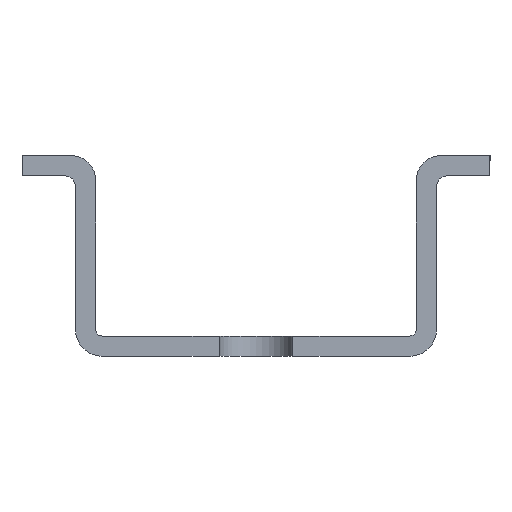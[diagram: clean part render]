
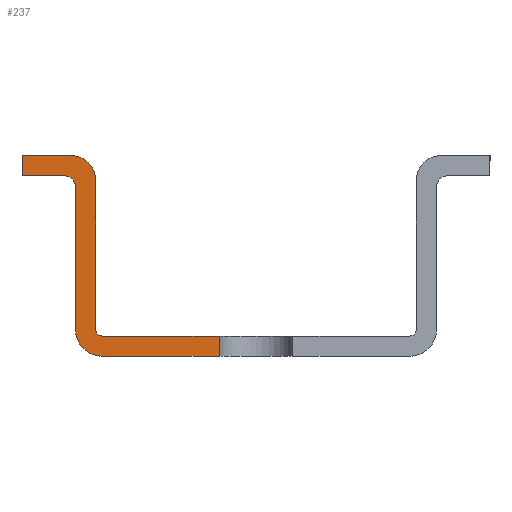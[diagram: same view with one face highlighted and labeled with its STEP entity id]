
A CAD part, left-side view. The second image highlights one B-rep face of the part: STEP entity #237.
In plain terms, the highlighted planar face has unit normal (-1, 0, 0).
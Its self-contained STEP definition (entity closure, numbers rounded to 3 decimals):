
#137=AXIS2_PLACEMENT_3D('Plane Axis2P3D',#134,#135,#136) ;
#157=AXIS2_PLACEMENT_3D('Circle Axis2P3D',#155,#156,$) ;
#171=AXIS2_PLACEMENT_3D('Circle Axis2P3D',#169,#170,$) ;
#199=AXIS2_PLACEMENT_3D('Circle Axis2P3D',#197,#198,$) ;
#213=AXIS2_PLACEMENT_3D('Circle Axis2P3D',#211,#212,$) ;
#134=CARTESIAN_POINT('Axis2P3D Location',(0.,0.,0.)) ;
#139=CARTESIAN_POINT('Line Origine',(0.,20.25,0.75)) ;
#143=CARTESIAN_POINT('Vertex',(0.,20.25,0.)) ;
#145=CARTESIAN_POINT('Vertex',(0.,20.25,1.5)) ;
#148=CARTESIAN_POINT('Line Origine',(0.,24.625,1.5)) ;
#152=CARTESIAN_POINT('Vertex',(0.,29.,1.5)) ;
#155=CARTESIAN_POINT('Axis2P3D Location',(0.,29.,2.)) ;
#159=CARTESIAN_POINT('Vertex',(0.,29.5,2.)) ;
#162=CARTESIAN_POINT('Line Origine',(0.,29.5,7.6)) ;
#166=CARTESIAN_POINT('Vertex',(0.,29.5,13.2)) ;
#169=CARTESIAN_POINT('Axis2P3D Location',(0.,31.3,13.2)) ;
#173=CARTESIAN_POINT('Vertex',(0.,31.3,15.)) ;
#176=CARTESIAN_POINT('Line Origine',(0.,33.15,15.)) ;
#180=CARTESIAN_POINT('Vertex',(0.,35.,15.)) ;
#183=CARTESIAN_POINT('Line Origine',(0.,35.,14.25)) ;
#187=CARTESIAN_POINT('Vertex',(0.,35.,13.5)) ;
#190=CARTESIAN_POINT('Line Origine',(0.,33.4,13.5)) ;
#194=CARTESIAN_POINT('Vertex',(0.,31.8,13.5)) ;
#197=CARTESIAN_POINT('Axis2P3D Location',(0.,31.8,12.7)) ;
#201=CARTESIAN_POINT('Vertex',(0.,31.,12.7)) ;
#204=CARTESIAN_POINT('Line Origine',(0.,31.,7.35)) ;
#208=CARTESIAN_POINT('Vertex',(0.,31.,2.)) ;
#211=CARTESIAN_POINT('Axis2P3D Location',(0.,29.,2.)) ;
#215=CARTESIAN_POINT('Vertex',(0.,29.,0.)) ;
#218=CARTESIAN_POINT('Line Origine',(0.,24.625,0.)) ;
#135=DIRECTION('Axis2P3D Direction',(1.,0.,0.)) ;
#136=DIRECTION('Axis2P3D XDirection',(0.,1.,0.)) ;
#140=DIRECTION('Vector Direction',(0.,0.,1.)) ;
#149=DIRECTION('Vector Direction',(0.,-1.,0.)) ;
#156=DIRECTION('Axis2P3D Direction',(1.,0.,0.)) ;
#163=DIRECTION('Vector Direction',(0.,0.,-1.)) ;
#170=DIRECTION('Axis2P3D Direction',(1.,0.,0.)) ;
#177=DIRECTION('Vector Direction',(0.,-1.,0.)) ;
#184=DIRECTION('Vector Direction',(0.,0.,1.)) ;
#191=DIRECTION('Vector Direction',(0.,1.,0.)) ;
#198=DIRECTION('Axis2P3D Direction',(1.,0.,0.)) ;
#205=DIRECTION('Vector Direction',(0.,0.,1.)) ;
#212=DIRECTION('Axis2P3D Direction',(1.,0.,0.)) ;
#219=DIRECTION('Vector Direction',(0.,1.,0.)) ;
#141=VECTOR('Line Direction',#140,1.) ;
#150=VECTOR('Line Direction',#149,1.) ;
#164=VECTOR('Line Direction',#163,1.) ;
#178=VECTOR('Line Direction',#177,1.) ;
#185=VECTOR('Line Direction',#184,1.) ;
#192=VECTOR('Line Direction',#191,1.) ;
#206=VECTOR('Line Direction',#205,1.) ;
#220=VECTOR('Line Direction',#219,1.) ;
#224=ORIENTED_EDGE('',*,*,#147,.T.) ;
#225=ORIENTED_EDGE('',*,*,#154,.F.) ;
#226=ORIENTED_EDGE('',*,*,#161,.F.) ;
#227=ORIENTED_EDGE('',*,*,#168,.F.) ;
#228=ORIENTED_EDGE('',*,*,#175,.F.) ;
#229=ORIENTED_EDGE('',*,*,#182,.F.) ;
#230=ORIENTED_EDGE('',*,*,#189,.F.) ;
#231=ORIENTED_EDGE('',*,*,#196,.F.) ;
#232=ORIENTED_EDGE('',*,*,#203,.F.) ;
#233=ORIENTED_EDGE('',*,*,#210,.F.) ;
#234=ORIENTED_EDGE('',*,*,#217,.F.) ;
#235=ORIENTED_EDGE('',*,*,#222,.F.) ;
#237=ADVANCED_FACE('Rail',(#236),#138,.F.) ;
#158=CIRCLE('generated circle',#157,0.5) ;
#172=CIRCLE('generated circle',#171,1.8) ;
#200=CIRCLE('generated circle',#199,0.8) ;
#214=CIRCLE('generated circle',#213,2.) ;
#147=EDGE_CURVE('',#144,#146,#142,.T.) ;
#154=EDGE_CURVE('',#153,#146,#151,.T.) ;
#161=EDGE_CURVE('',#160,#153,#158,.F.) ;
#168=EDGE_CURVE('',#167,#160,#165,.T.) ;
#175=EDGE_CURVE('',#174,#167,#172,.T.) ;
#182=EDGE_CURVE('',#181,#174,#179,.T.) ;
#189=EDGE_CURVE('',#188,#181,#186,.T.) ;
#196=EDGE_CURVE('',#195,#188,#193,.T.) ;
#203=EDGE_CURVE('',#202,#195,#200,.F.) ;
#210=EDGE_CURVE('',#209,#202,#207,.T.) ;
#217=EDGE_CURVE('',#216,#209,#214,.T.) ;
#222=EDGE_CURVE('',#144,#216,#221,.T.) ;
#223=EDGE_LOOP('',(#224,#225,#226,#227,#228,#229,#230,#231,#232,#233,#234,#235)) ;
#236=FACE_OUTER_BOUND('',#223,.T.) ;
#142=LINE('Line',#139,#141) ;
#151=LINE('Line',#148,#150) ;
#165=LINE('Line',#162,#164) ;
#179=LINE('Line',#176,#178) ;
#186=LINE('Line',#183,#185) ;
#193=LINE('Line',#190,#192) ;
#207=LINE('Line',#204,#206) ;
#221=LINE('Line',#218,#220) ;
#138=PLANE('',#137) ;
#144=VERTEX_POINT('',#143) ;
#146=VERTEX_POINT('',#145) ;
#153=VERTEX_POINT('',#152) ;
#160=VERTEX_POINT('',#159) ;
#167=VERTEX_POINT('',#166) ;
#174=VERTEX_POINT('',#173) ;
#181=VERTEX_POINT('',#180) ;
#188=VERTEX_POINT('',#187) ;
#195=VERTEX_POINT('',#194) ;
#202=VERTEX_POINT('',#201) ;
#209=VERTEX_POINT('',#208) ;
#216=VERTEX_POINT('',#215) ;
